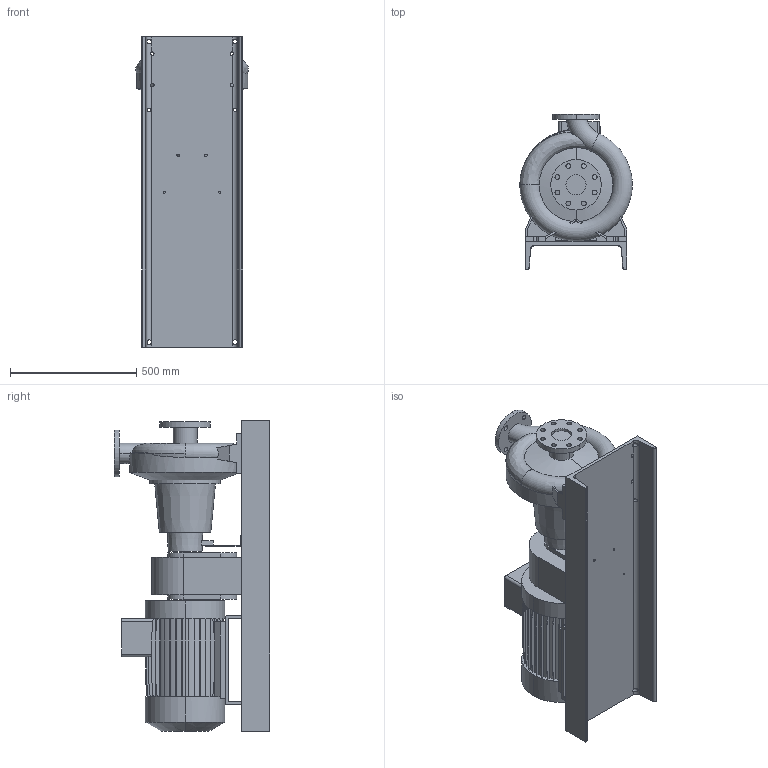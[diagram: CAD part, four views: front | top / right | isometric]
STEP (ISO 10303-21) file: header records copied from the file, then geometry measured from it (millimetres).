
FILE_DESCRIPTION (( 'STEP AP203' ), '1' );
FILE_NAME ('10018071swa00.step', '2023-07-07T12:25:21', ( '' ), ( '' ), 'SwSTEP 2.0', 'SolidWorks 2020', '' );
FILE_SCHEMA (( 'CONFIG_CONTROL_DESIGN' ));
Length unit declared in the file: millimetre
Products named in the file (5): 10018097swp00_MCG 15 N4 65-315 160; 10017783swp00_65-315; 10012573swp00_390; 10018072swp00_160M L 2-6; 10018071swa00
Assembly tree (4 placements, depth 2):
  10018071swa00
    10017783swp00_65-315
    10018097swp00_MCG 15 N4 65-315 160
    10018072swp00_160M L 2-6
    10012573swp00_390
Bounding box: 445.76 x 615 x 1231 mm (x, y, z)
Volume: 95902282.5 mm3; surface area: 4242772.4 mm2
Topology: 5 solids, 5 shells, 579 faces, 1678 edges, 1115 vertices
Faces by surface type: plane 389, cylinder 171, cone 11, torus 6, bspline 2
Entity records: 21694 total; most frequent: CARTESIAN_POINT 5549, ORIENTED_EDGE 3356, DIRECTION 3152, EDGE_CURVE 1678, VECTOR 1212, LINE 1212, VERTEX_POINT 1115, AXIS2_PLACEMENT_3D 970
